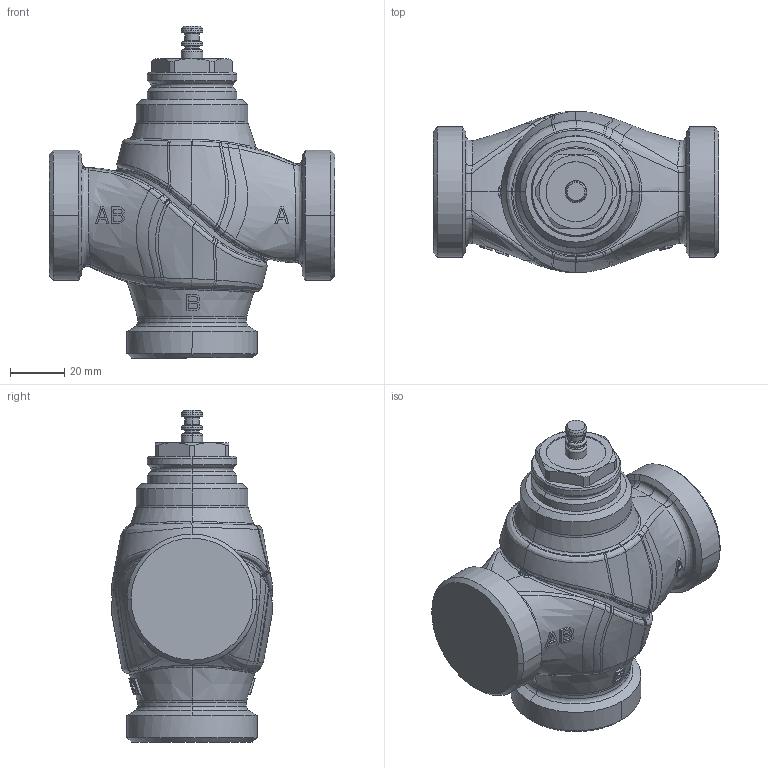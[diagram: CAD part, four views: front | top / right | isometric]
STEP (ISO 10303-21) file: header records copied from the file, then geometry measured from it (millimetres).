
FILE_DESCRIPTION(('CATIA V5 STEP Exchange','CAx-IF Rec.Pracs.--- Model Styling and Organization---1.4--- 2014-01-23','CAx-IF Rec.Pracs.---3D Tessellated Data Validation Properties---0.5---2014-09-14'),'2;1');
FILE_NAME('STEP_636610_-_TST.stp','2021-06-07T11:51:56+00:00',('none'),('none'),'CATIA Version 5-6 Release 2019 SP3','CATIA V5 STEP AP242 v1','none');
FILE_SCHEMA(('AP242_MANAGED_MODEL_BASED_3D_ENGINEERING_MIM_LF {1 0 10303 442 1 1 4}'));
Products named in the file (1): 636610 - TST
Bounding box: 105 x 59.19 x 122 mm (x, y, z)
Volume: 289082.8 mm3; surface area: 30725.5 mm2
Topology: 1 solids, 1 shells, 580 faces, 1468 edges, 916 vertices
Faces by surface type: bspline 259, extrusion 176, cylinder 44, cone 43, plane 34, torus 24
Entity records: 44969 total; most frequent: CARTESIAN_POINT 34924, ORIENTED_EDGE 2936, EDGE_CURVE 1468, B_SPLINE_CURVE_WITH_KNOTS 1005, VERTEX_POINT 916, DIRECTION 679, EDGE_LOOP 606, ADVANCED_FACE 580
